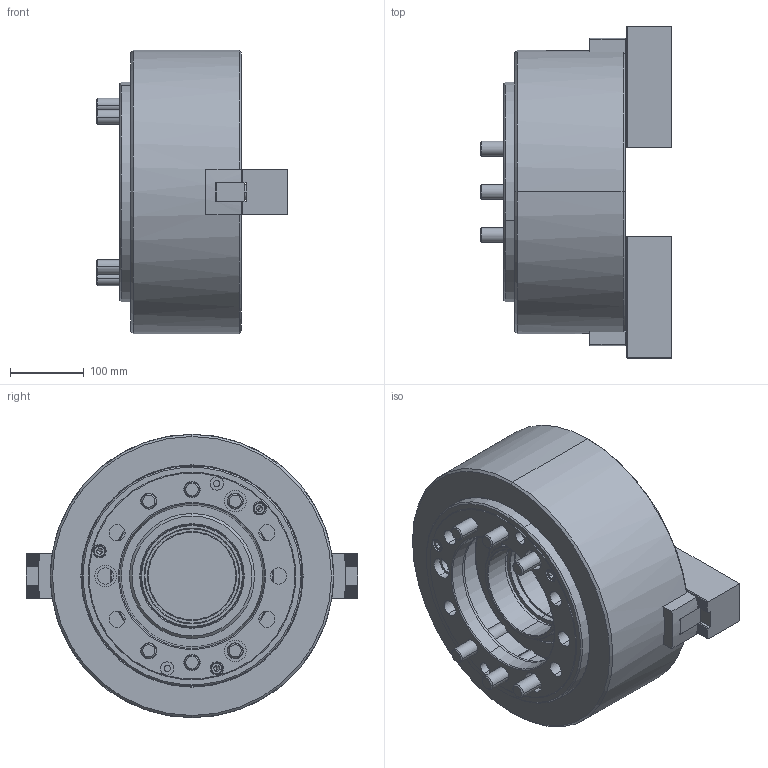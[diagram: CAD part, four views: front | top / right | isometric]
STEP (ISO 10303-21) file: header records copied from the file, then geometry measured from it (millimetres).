
FILE_DESCRIPTION (( 'STEP AP203' ), '1' );
FILE_NAME ('CF-2L-15A11.STEP', '2021-08-24T02:17:47', ( '' ), ( '' ), 'SwSTEP 2.0', 'SolidWorks 2016', '' );
FILE_SCHEMA (( 'CONFIG_CONTROL_DESIGN' ));
Length unit declared in the file: millimetre
Products named in the file (14): CF-2L-15A11; CF-3H-15-08000 ; CF-3H-215-04000(T型塊); SJ-15P; 圓頭內六角螺栓_M20x55; CF-2L-15-01000; 圓頭內六角螺栓_M20x170; CF-3L-15-02000; 圓頭內六角螺栓_M5x12; CF-3L-15-03000; CF-3H-15-10000-A11法蘭; CF-3L-15-06000; 圓頭內六角螺栓_M10x30; CF-3L-15-09000
Assembly tree (29 placements, depth 2):
  CF-2L-15A11
    CF-2L-15-01000
    CF-3L-15-02000
    CF-3L-15-03000  x2
    CF-3L-15-06000
    CF-3L-15-09000
    CF-3H-15-08000 
    CF-3H-215-04000(T型塊)  x2
    SJ-15P  x2
    圓頭內六角螺栓_M20x55  x4
    圓頭內六角螺栓_M20x170  x6
    圓頭內六角螺栓_M5x12  x4
    CF-3H-15-10000-A11法蘭
    圓頭內六角螺栓_M10x30  x3
Bounding box: 260.25 x 451 x 385 mm (x, y, z)
Volume: 16505720.6 mm3; surface area: 1301643.5 mm2
Topology: 29 solids, 29 shells, 3802 faces, 10829 edges, 7120 vertices
Faces by surface type: plane 2610, cylinder 1009, cone 175, torus 8
Entity records: 63990 total; most frequent: CARTESIAN_POINT 13361, ORIENTED_EDGE 10978, DIRECTION 9190, EDGE_CURVE 5489, LINE 4198, VECTOR 4198, VERTEX_POINT 3627, AXIS2_PLACEMENT_3D 2496
